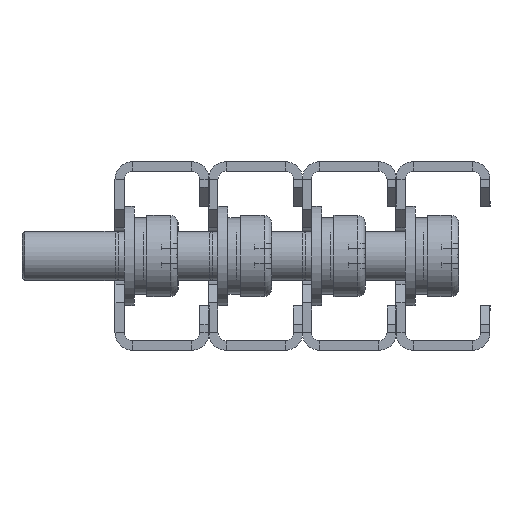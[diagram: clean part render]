
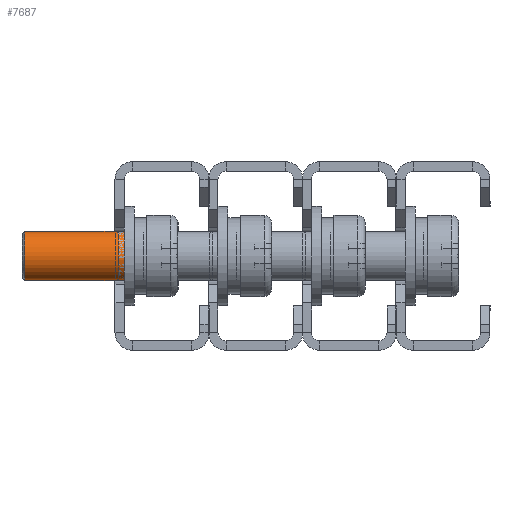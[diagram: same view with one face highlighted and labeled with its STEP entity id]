
A CAD part, left-side view. The second image highlights one B-rep face of the part: STEP entity #7687.
In plain terms, the highlighted cylindrical face has radius 4 mm (diameter 8 mm), a partial arc.
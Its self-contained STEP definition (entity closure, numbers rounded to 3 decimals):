
#104 = CARTESIAN_POINT ( 'NONE',  ( 24.537, 0., -4. ) ) ;
#121 = EDGE_CURVE ( '������7', #4024, #5454, #6132, .T. ) ;
#448 = AXIS2_PLACEMENT_3D ( 'NONE', #6119, #9299, #2038 ) ;
#754 = CARTESIAN_POINT ( 'NONE',  ( -31.75, 0., 4. ) ) ;
#1208 = CARTESIAN_POINT ( 'NONE',  ( 5.6, 0., 0. ) ) ;
#1234 = CARTESIAN_POINT ( 'NONE',  ( 24.537, 0., 4. ) ) ;
#1391 = CARTESIAN_POINT ( 'NONE',  ( 5.6, 0., -4. ) ) ;
#1832 = ORIENTED_EDGE ( 'NONE', *, *, #121, .T. ) ;
#2038 = DIRECTION ( 'NONE',  ( 0., 0., 1. ) ) ;
#2343 = CYLINDRICAL_SURFACE ( 'NONE', #2826, 4. ) ;
#2667 = VERTEX_POINT ( 'NONE', #1391 ) ;
#2826 = AXIS2_PLACEMENT_3D ( 'NONE', #4654, #9425, #9392 ) ;
#3030 = CARTESIAN_POINT ( 'NONE',  ( -31.75, 0., -4. ) ) ;
#3152 = DIRECTION ( 'NONE',  ( -1., 0., 0. ) ) ;
#3166 = CARTESIAN_POINT ( 'NONE',  ( 5.6, 0., 4. ) ) ;
#3217 = EDGE_LOOP ( 'NONE', ( #1832, #9531, #8496, #4434 ) ) ;
#3658 = EDGE_CURVE ( 'NONE', #4024, #4924, #8991, .T. ) ;
#4024 = VERTEX_POINT ( 'NONE', #1234 ) ;
#4434 = ORIENTED_EDGE ( 'NONE', *, *, #3658, .F. ) ;
#4654 = CARTESIAN_POINT ( 'NONE',  ( -31.75, 0., 0. ) ) ;
#4924 = VERTEX_POINT ( 'NONE', #3166 ) ;
#5454 = VERTEX_POINT ( 'NONE', #104 ) ;
#5904 = CIRCLE ( 'NONE', #6856, 4. ) ;
#5936 = DIRECTION ( 'NONE',  ( 1., 0., 0. ) ) ;
#6119 = CARTESIAN_POINT ( 'NONE',  ( 24.537, 0., 0. ) ) ;
#6132 = CIRCLE ( 'NONE', #448, 4. ) ;
#6254 = LINE ( 'NONE', #3030, #8863 ) ;
#6856 = AXIS2_PLACEMENT_3D ( 'NONE', #1208, #5936, #7498 ) ;
#7498 = DIRECTION ( 'NONE',  ( 0., 0., -1. ) ) ;
#7687 = ADVANCED_FACE ( '�����3', ( #9256 ), #2343, .T. ) ;
#7716 = DIRECTION ( 'NONE',  ( -1., 0., 0. ) ) ;
#8394 = EDGE_CURVE ( '������14', #2667, #4924, #5904, .T. ) ;
#8496 = ORIENTED_EDGE ( 'NONE', *, *, #8394, .T. ) ;
#8863 = VECTOR ( 'NONE', #7716, 1000. ) ;
#8991 = LINE ( 'NONE', #754, #9356 ) ;
#9197 = EDGE_CURVE ( 'NONE', #5454, #2667, #6254, .T. ) ;
#9256 = FACE_OUTER_BOUND ( 'NONE', #3217, .T. ) ;
#9299 = DIRECTION ( 'NONE',  ( -1., 0., 0. ) ) ;
#9356 = VECTOR ( 'NONE', #3152, 1000. ) ;
#9392 = DIRECTION ( 'NONE',  ( 0., 0., 1. ) ) ;
#9425 = DIRECTION ( 'NONE',  ( -1., 0., 0. ) ) ;
#9531 = ORIENTED_EDGE ( 'NONE', *, *, #9197, .T. ) ;
